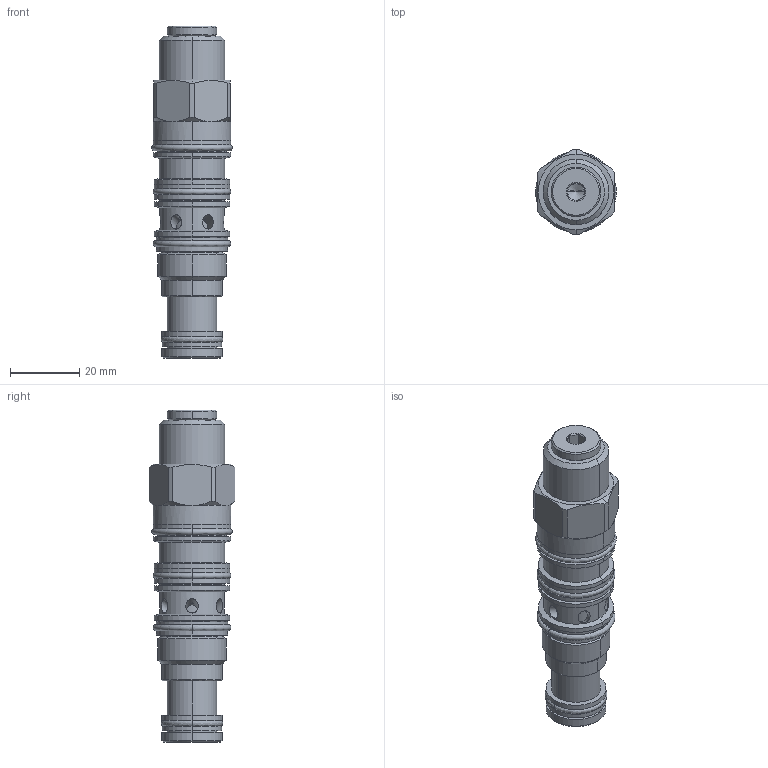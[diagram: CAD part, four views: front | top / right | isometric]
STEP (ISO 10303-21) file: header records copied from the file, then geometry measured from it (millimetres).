
FILE_DESCRIPTION((''),'2;1');
FILE_NAME('PSDT-XFN_PRT','2017-04-24T',('Administrator'),(''),'PRO/ENGINEER BY PARAMETRIC TECHNOLOGY CORPORATION, 2006240','PRO/ENGINEER BY PARAMETRIC TECHNOLOGY CORPORATION, 2006240','');
FILE_SCHEMA(('CONFIG_CONTROL_DESIGN'));
Length unit declared in the file: inch
Products named in the file (1): PSDT-XFN_PRT
Bounding box: 23.29 x 24.84 x 96.02 mm (x, y, z)
Volume: 27457.4 mm3; surface area: 11001.8 mm2
Topology: 6 solids, 12 shells, 313 faces, 696 edges, 421 vertices
Faces by surface type: cylinder 126, plane 69, torus 52, cone 50, revolution 16
Entity records: 9796 total; most frequent: CARTESIAN_POINT 2710, DIRECTION 1562, ORIENTED_EDGE 1388, EDGE_CURVE 694, AXIS2_PLACEMENT_3D 673, VERTEX_POINT 421, CIRCLE 376, EDGE_LOOP 363
